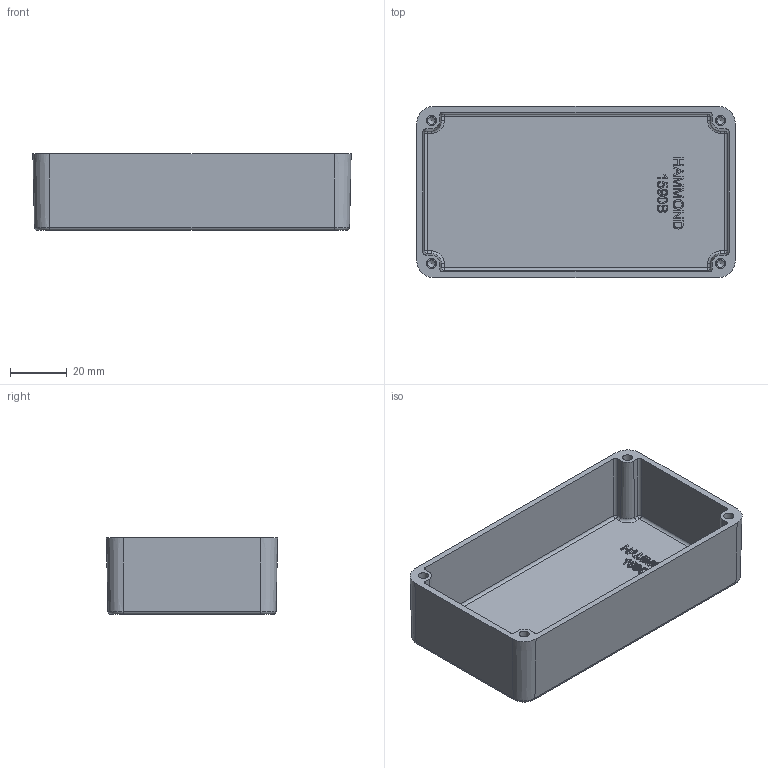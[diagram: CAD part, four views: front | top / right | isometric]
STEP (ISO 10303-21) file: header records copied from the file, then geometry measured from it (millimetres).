
FILE_DESCRIPTION(/* description */ ('STEP AP242','CAx-IF Rec.Pracs.---Representation and Presentation of Product Manufacturing Information (PMI)---4.0---2014-10-13','CAx-IF Rec.Pracs.---3D Tessellated Geometry---0.4---2014-09-14','2;1'),/* implementation_level */ '2;1');
FILE_NAME(/* name */ '646658c2db45502930346712',/* time_stamp */ '2023-05-18T16:56:36Z',/* author */ (''),/* organization */ (''),/* preprocessor_version */ 'ST-DEVELOPER v19.4',/* originating_system */ ' ',/* authorisation */ ' ');
FILE_SCHEMA (('AP242_MANAGED_MODEL_BASED_3D_ENGINEERING_MIM_LF { 1 0 10303 442 1 1 4 }'));
Length unit declared in the file: metre
Products named in the file (1): 1590B BOX
Bounding box: 112.4 x 60.5 x 27 mm (x, y, z)
Volume: 32749.5 mm3; surface area: 30449.9 mm2
Topology: 1 solids, 1 shells, 255 faces, 657 edges, 420 vertices
Faces by surface type: plane 129, bspline 56, cylinder 42, cone 12, torus 8, sphere 8
Full cylindrical faces by diameter (mm): 2.642 x4, 3.5 x4
Entity records: 8091 total; most frequent: CARTESIAN_POINT 2333, ORIENTED_EDGE 1254, DIRECTION 1009, EDGE_CURVE 627, VERTEX_POINT 414, LINE 393, VECTOR 393, AXIS2_PLACEMENT_3D 308
